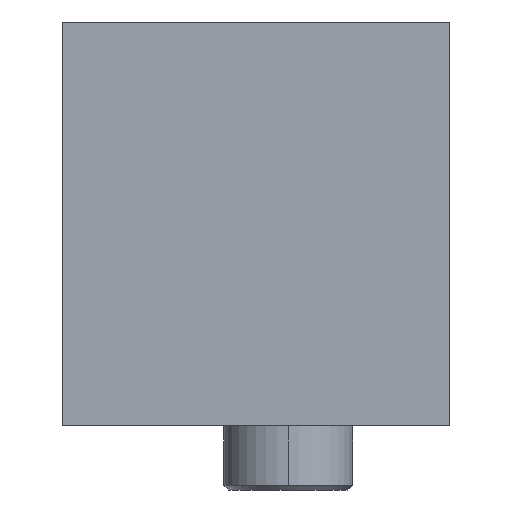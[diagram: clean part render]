
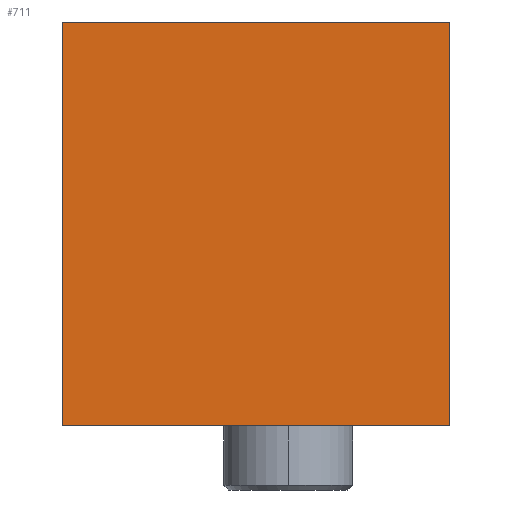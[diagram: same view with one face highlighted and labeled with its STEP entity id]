
A CAD part, left-side view. The second image highlights one B-rep face of the part: STEP entity #711.
In plain terms, the highlighted planar face has unit normal (-1, 0, 0).
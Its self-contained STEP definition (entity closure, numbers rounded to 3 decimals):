
#19 = LINE ( 'NONE', #26, #485 ) ;
#26 = CARTESIAN_POINT ( 'NONE',  ( 0., 12., 12.5 ) ) ;
#34 = VECTOR ( 'NONE', #1005, 1000. ) ;
#69 = DIRECTION ( 'NONE',  ( 0., 0., -1. ) ) ;
#118 = EDGE_CURVE ( 'NONE', #155, #295, #19, .T. ) ;
#155 = VERTEX_POINT ( 'NONE', #373 ) ;
#272 = EDGE_CURVE ( 'NONE', #155, #903, #1184, .T. ) ;
#284 = LINE ( 'NONE', #765, #1181 ) ;
#287 = EDGE_LOOP ( 'NONE', ( #642, #730, #920, #331 ) ) ;
#295 = VERTEX_POINT ( 'NONE', #538 ) ;
#331 = ORIENTED_EDGE ( 'NONE', *, *, #118, .T. ) ;
#342 = PLANE ( 'NONE',  #741 ) ;
#373 = CARTESIAN_POINT ( 'NONE',  ( 0., 12., 12.5 ) ) ;
#394 = LINE ( 'NONE', #1171, #34 ) ;
#485 = VECTOR ( 'NONE', #965, 1000. ) ;
#497 = CARTESIAN_POINT ( 'NONE',  ( 0., 0., 12.5 ) ) ;
#538 = CARTESIAN_POINT ( 'NONE',  ( 0., 12., 0. ) ) ;
#556 = CARTESIAN_POINT ( 'NONE',  ( 0., 0., 0. ) ) ;
#560 = CARTESIAN_POINT ( 'NONE',  ( 0., 0., 12.5 ) ) ;
#631 = DIRECTION ( 'NONE',  ( 1., 0., 0. ) ) ;
#642 = ORIENTED_EDGE ( 'NONE', *, *, #1167, .T. ) ;
#667 = DIRECTION ( 'NONE',  ( 0., -1., 0. ) ) ;
#711 = ADVANCED_FACE ( 'NONE', ( #988 ), #342, .F. ) ;
#730 = ORIENTED_EDGE ( 'NONE', *, *, #987, .F. ) ;
#741 = AXIS2_PLACEMENT_3D ( 'NONE', #796, #631, #69 ) ;
#765 = CARTESIAN_POINT ( 'NONE',  ( 0., 0., 0. ) ) ;
#787 = VERTEX_POINT ( 'NONE', #556 ) ;
#796 = CARTESIAN_POINT ( 'NONE',  ( 0., 0., 12.5 ) ) ;
#903 = VERTEX_POINT ( 'NONE', #497 ) ;
#920 = ORIENTED_EDGE ( 'NONE', *, *, #272, .F. ) ;
#923 = VECTOR ( 'NONE', #667, 1000. ) ;
#965 = DIRECTION ( 'NONE',  ( 0., 0., -1. ) ) ;
#987 = EDGE_CURVE ( 'NONE', #903, #787, #394, .T. ) ;
#988 = FACE_OUTER_BOUND ( 'NONE', #287, .T. ) ;
#1005 = DIRECTION ( 'NONE',  ( 0., 0., -1. ) ) ;
#1149 = DIRECTION ( 'NONE',  ( 0., -1., 0. ) ) ;
#1167 = EDGE_CURVE ( 'NONE', #295, #787, #284, .T. ) ;
#1171 = CARTESIAN_POINT ( 'NONE',  ( 0., 0., 12.5 ) ) ;
#1181 = VECTOR ( 'NONE', #1149, 1000. ) ;
#1184 = LINE ( 'NONE', #560, #923 ) ;
